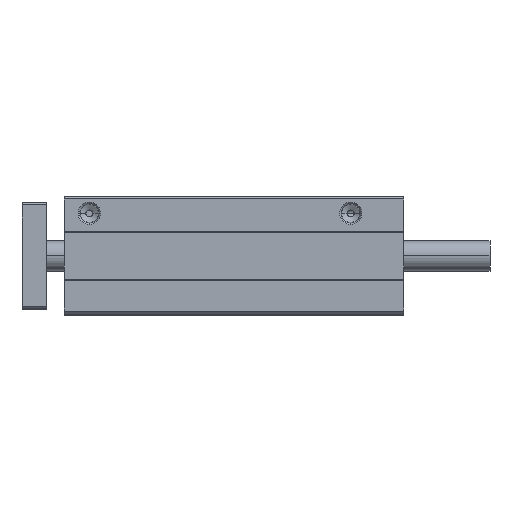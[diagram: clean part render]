
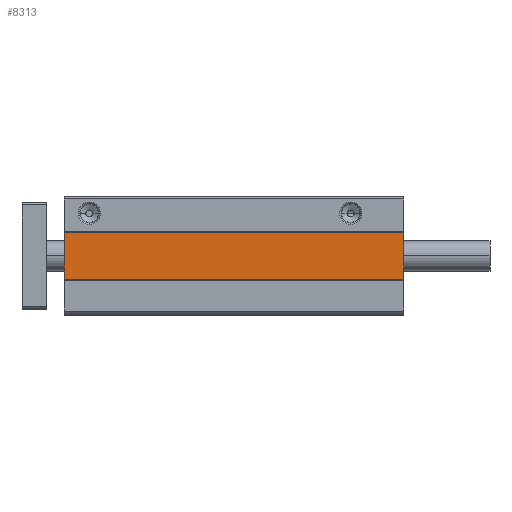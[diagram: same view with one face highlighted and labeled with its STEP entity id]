
A CAD part, top view. The second image highlights one B-rep face of the part: STEP entity #8313.
In plain terms, the highlighted planar face has unit normal (0, 0, 1).
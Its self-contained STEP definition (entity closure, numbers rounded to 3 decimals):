
#129 = CARTESIAN_POINT ( 'NONE',  ( 0., -15.5, 80.4 ) ) ;
#291 = VERTEX_POINT ( 'NONE', #4942 ) ;
#751 = EDGE_CURVE ( 'NONE', #291, #7688, #2867, .T. ) ;
#808 = CARTESIAN_POINT ( 'NONE',  ( 0., -15.5, 80.4 ) ) ;
#841 = EDGE_LOOP ( 'NONE', ( #6125, #8094, #8412, #10482 ) ) ;
#934 = FACE_OUTER_BOUND ( 'NONE', #841, .T. ) ;
#993 = DIRECTION ( 'NONE',  ( -1., 0., 0. ) ) ;
#1119 = DIRECTION ( 'NONE',  ( 1., 0., 0. ) ) ;
#1714 = VERTEX_POINT ( 'NONE', #12120 ) ;
#2867 = LINE ( 'NONE', #11897, #11242 ) ;
#3114 = LINE ( 'NONE', #808, #9241 ) ;
#3997 = VECTOR ( 'NONE', #5600, 1000. ) ;
#4729 = DIRECTION ( 'NONE',  ( 1., 0., 0. ) ) ;
#4942 = CARTESIAN_POINT ( 'NONE',  ( 0., 15.5, 80.4 ) ) ;
#5557 = CARTESIAN_POINT ( 'NONE',  ( 224., 15.5, 80.4 ) ) ;
#5600 = DIRECTION ( 'NONE',  ( 0., 1., 0. ) ) ;
#6125 = ORIENTED_EDGE ( 'NONE', *, *, #9661, .T. ) ;
#6524 = CARTESIAN_POINT ( 'NONE',  ( 0., -15.5, 80.4 ) ) ;
#7245 = CARTESIAN_POINT ( 'NONE',  ( 224., -15.5, 80.4 ) ) ;
#7685 = CARTESIAN_POINT ( 'NONE',  ( 0., -15.5, 80.4 ) ) ;
#7688 = VERTEX_POINT ( 'NONE', #5557 ) ;
#7949 = VECTOR ( 'NONE', #10566, 1000. ) ;
#8094 = ORIENTED_EDGE ( 'NONE', *, *, #11748, .F. ) ;
#8313 = ADVANCED_FACE ( 'NONE', ( #934 ), #9088, .T. ) ;
#8412 = ORIENTED_EDGE ( 'NONE', *, *, #12724, .T. ) ;
#9088 = PLANE ( 'NONE',  #10985 ) ;
#9239 = LINE ( 'NONE', #7245, #3997 ) ;
#9241 = VECTOR ( 'NONE', #993, 1000. ) ;
#9661 = EDGE_CURVE ( 'NONE', #291, #10224, #10360, .T. ) ;
#10224 = VERTEX_POINT ( 'NONE', #7685 ) ;
#10360 = LINE ( 'NONE', #6524, #7949 ) ;
#10482 = ORIENTED_EDGE ( 'NONE', *, *, #751, .F. ) ;
#10566 = DIRECTION ( 'NONE',  ( 0., -1., 0. ) ) ;
#10985 = AXIS2_PLACEMENT_3D ( 'NONE', #129, #12141, #1119 ) ;
#11242 = VECTOR ( 'NONE', #4729, 1000. ) ;
#11748 = EDGE_CURVE ( 'NONE', #1714, #10224, #3114, .T. ) ;
#11897 = CARTESIAN_POINT ( 'NONE',  ( 0., 15.5, 80.4 ) ) ;
#12120 = CARTESIAN_POINT ( 'NONE',  ( 224., -15.5, 80.4 ) ) ;
#12141 = DIRECTION ( 'NONE',  ( 0., 0., 1. ) ) ;
#12724 = EDGE_CURVE ( 'NONE', #1714, #7688, #9239, .T. ) ;
